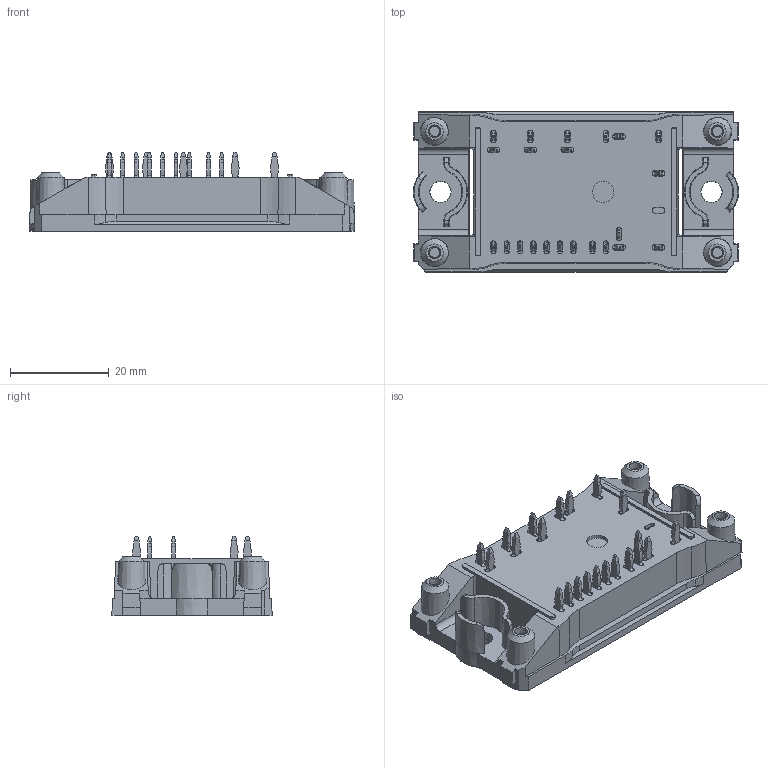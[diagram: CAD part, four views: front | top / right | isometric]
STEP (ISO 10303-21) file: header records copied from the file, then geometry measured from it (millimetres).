
FILE_DESCRIPTION(/* description */ ('Unknown'),/* implementation_level */ '2;1');
FILE_NAME(/* name */ 'Flow0-4T12YA-P540(222)-01-OL',/* time_stamp */ '2023-10-10T15:17:46+02:00',/* author */ ('Unknown'),/* organization */ ('Unknown'),/* preprocessor_version */ 'ST-DEVELOPER v18.1',/* originating_system */ 'Solid Edge',/* authorisation */ 'Unknown');
FILE_SCHEMA (('AUTOMOTIVE_DESIGN {1 0 10303 214 3 1 1}'));
Length unit declared in the file: millimetre
Products named in the file (1): Flow0-4T12YA-P540-OL
Bounding box: 66 x 32.5 x 16.23 mm (x, y, z)
Volume: 17152.1 mm3; surface area: 9239.9 mm2
Topology: 1 solids, 1 shells, 816 faces, 2237 edges, 1486 vertices
Faces by surface type: plane 505, cylinder 273, cone 38
Full cylindrical faces by diameter (mm): 4.3 x1
Entity records: 31497 total; most frequent: CARTESIAN_POINT 4571, DIRECTION 4434, ORIENTED_EDGE 4412, EDGE_CURVE 2206, LINE 1572, VECTOR 1572, VERTEX_POINT 1476, AXIS2_PLACEMENT_3D 1431
